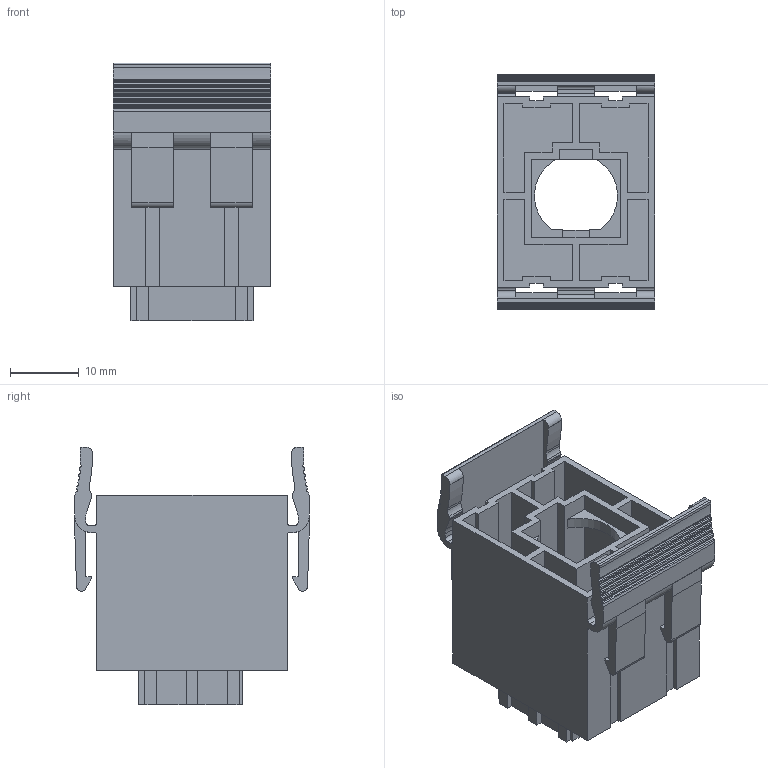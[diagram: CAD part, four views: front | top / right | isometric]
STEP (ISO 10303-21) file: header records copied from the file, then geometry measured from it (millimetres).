
FILE_DESCRIPTION(('CATIA V5 STEP Exchange','CAx-IF Rec.Pracs.--- Model Styling and Organization---1.2---2011-12-15'),'2;1');
FILE_NAME ('007977-3_1', '2018-08-27T15:23:35+00:00', ('none'), ('Weidmueller'), 'CATIA Version 5-6 Release 2014', 'CATIA V5 STEP AP214', 'none');
FILE_SCHEMA(('AUTOMOTIVE_DESIGN { 1 0 10303 214 1 1 1 1 }'));
Length unit declared in the file: millimetre
Products named in the file (1): 1157970000
Bounding box: 22.9 x 34 x 37.4 mm (x, y, z)
Volume: 6463.1 mm3; surface area: 11902.2 mm2
Topology: 1 solids, 1 shells, 371 faces, 1128 edges, 756 vertices
Faces by surface type: plane 265, cylinder 106
Entity records: 11642 total; most frequent: ORIENTED_EDGE 2256, CARTESIAN_POINT 2169, DIRECTION 1520, EDGE_CURVE 1128, VECTOR 872, LINE 872, VERTEX_POINT 756, AXIS2_PLACEMENT_3D 441
